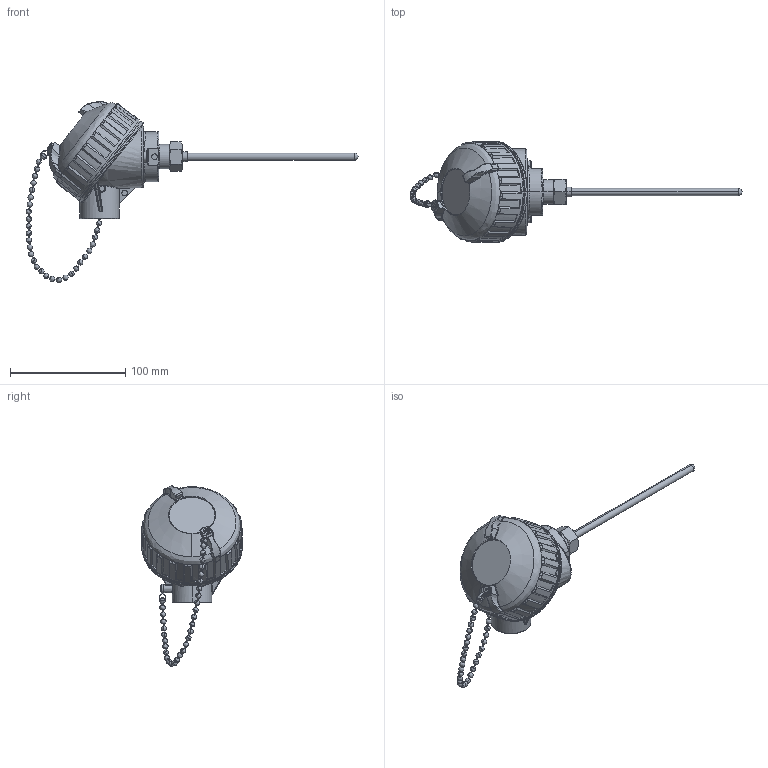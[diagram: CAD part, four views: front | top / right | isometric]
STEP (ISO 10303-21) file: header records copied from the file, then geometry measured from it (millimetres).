
FILE_DESCRIPTION (( 'STEP AP214' ), '1' );
FILE_NAME ('NTC10K3-C06-02.STEP', '2024-04-24T17:52:36', ( '' ), ( '' ), 'SwSTEP 2.0', 'SolidWorks 2021', '' );
FILE_SCHEMA (( 'AUTOMOTIVE_DESIGN' ));
Length unit declared in the file: inch
Products named in the file (1): NTC10K3-C06-02
Bounding box: 288.1 x 87.63 x 156.89 mm (x, y, z)
Volume: 148702.8 mm3; surface area: 78306.3 mm2
Topology: 10 solids, 10 shells, 962 faces, 2610 edges, 1576 vertices
Faces by surface type: bspline 422, plane 232, cylinder 189, cone 112, torus 7
Entity records: 53002 total; most frequent: CARTESIAN_POINT 33066, ORIENTED_EDGE 4924, DIRECTION 2880, EDGE_CURVE 2462, VERTEX_POINT 1576, B_SPLINE_CURVE_WITH_KNOTS 1229, AXIS2_PLACEMENT_3D 1169, EDGE_LOOP 1042
